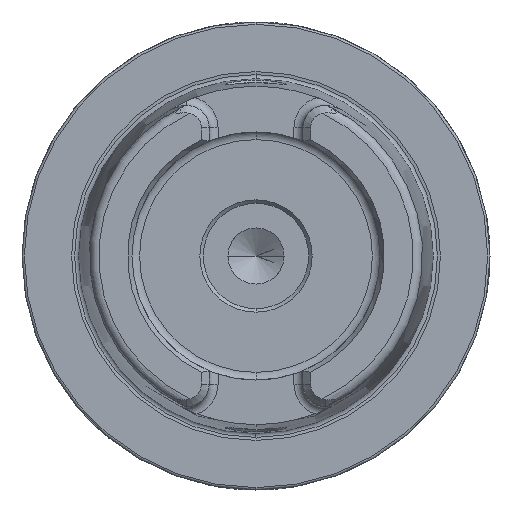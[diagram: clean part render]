
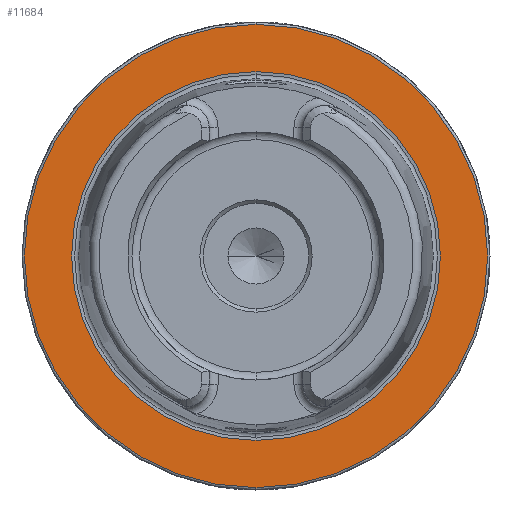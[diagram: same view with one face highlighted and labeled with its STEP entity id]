
A CAD part, left-side view. The second image highlights one B-rep face of the part: STEP entity #11684.
In plain terms, the highlighted planar face has unit normal (-1, 0, 0).
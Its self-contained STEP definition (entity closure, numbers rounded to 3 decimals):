
#21 = CARTESIAN_POINT ( 'NONE',  ( 0., 0., 0. ) ) ;
#304 = AXIS2_PLACEMENT_3D ( 'NONE', #3687, #1611, #657 ) ;
#657 = DIRECTION ( 'NONE',  ( 0., 0., 1. ) ) ;
#703 = CARTESIAN_POINT ( 'NONE',  ( 0., 0., 0. ) ) ;
#801 = AXIS2_PLACEMENT_3D ( 'NONE', #3044, #6033, #9157 ) ;
#837 = DIRECTION ( 'NONE',  ( -1., 0., 0. ) ) ;
#928 = ORIENTED_EDGE ( 'NONE', *, *, #6984, .F. ) ;
#1541 = VERTEX_POINT ( 'NONE', #2732 ) ;
#1611 = DIRECTION ( 'NONE',  ( -1., 0., 0. ) ) ;
#1747 = DIRECTION ( 'NONE',  ( 0., 0., 1. ) ) ;
#2251 = AXIS2_PLACEMENT_3D ( 'NONE', #21, #837, #6039 ) ;
#2259 = CIRCLE ( 'NONE', #2251, 39.405 ) ;
#2368 = CARTESIAN_POINT ( 'NONE',  ( 0., 0., 39.405 ) ) ;
#2732 = CARTESIAN_POINT ( 'NONE',  ( 0., 0., -39.405 ) ) ;
#2834 = AXIS2_PLACEMENT_3D ( 'NONE', #3899, #7936, #1747 ) ;
#2889 = CARTESIAN_POINT ( 'NONE',  ( 0., 0., 49.5 ) ) ;
#3044 = CARTESIAN_POINT ( 'NONE',  ( 0., 49.5, 0. ) ) ;
#3687 = CARTESIAN_POINT ( 'NONE',  ( 0., 0., 0. ) ) ;
#3899 = CARTESIAN_POINT ( 'NONE',  ( 0., 0., 0. ) ) ;
#3924 = PLANE ( 'NONE',  #801 ) ;
#4802 = DIRECTION ( 'NONE',  ( 0., 0., 1. ) ) ;
#5469 = VERTEX_POINT ( 'NONE', #6804 ) ;
#5682 = EDGE_CURVE ( 'NONE', #9325, #5469, #10555, .T. ) ;
#6033 = DIRECTION ( 'NONE',  ( 1., 0., 0. ) ) ;
#6039 = DIRECTION ( 'NONE',  ( 0., 0., 1. ) ) ;
#6356 = ORIENTED_EDGE ( 'NONE', *, *, #5682, .T. ) ;
#6804 = CARTESIAN_POINT ( 'NONE',  ( 0., 0., -49.5 ) ) ;
#6984 = EDGE_CURVE ( 'NONE', #1541, #11945, #2259, .T. ) ;
#7282 = AXIS2_PLACEMENT_3D ( 'NONE', #703, #13124, #4802 ) ;
#7936 = DIRECTION ( 'NONE',  ( -1., 0., 0. ) ) ;
#8069 = EDGE_CURVE ( 'NONE', #5469, #9325, #11568, .T. ) ;
#8179 = EDGE_CURVE ( 'NONE', #11945, #1541, #12416, .T. ) ;
#9157 = DIRECTION ( 'NONE',  ( 0., 0., -1. ) ) ;
#9325 = VERTEX_POINT ( 'NONE', #2889 ) ;
#9380 = ORIENTED_EDGE ( 'NONE', *, *, #8179, .F. ) ;
#10124 = EDGE_LOOP ( 'NONE', ( #6356, #11370 ) ) ;
#10555 = CIRCLE ( 'NONE', #304, 49.5 ) ;
#11370 = ORIENTED_EDGE ( 'NONE', *, *, #8069, .T. ) ;
#11568 = CIRCLE ( 'NONE', #7282, 49.5 ) ;
#11684 = ADVANCED_FACE ( 'NONE', ( #13027, #12111 ), #3924, .F. ) ;
#11945 = VERTEX_POINT ( 'NONE', #2368 ) ;
#12111 = FACE_OUTER_BOUND ( 'NONE', #10124, .T. ) ;
#12416 = CIRCLE ( 'NONE', #2834, 39.405 ) ;
#12970 = EDGE_LOOP ( 'NONE', ( #9380, #928 ) ) ;
#13027 = FACE_BOUND ( 'NONE', #12970, .T. ) ;
#13124 = DIRECTION ( 'NONE',  ( -1., 0., 0. ) ) ;
